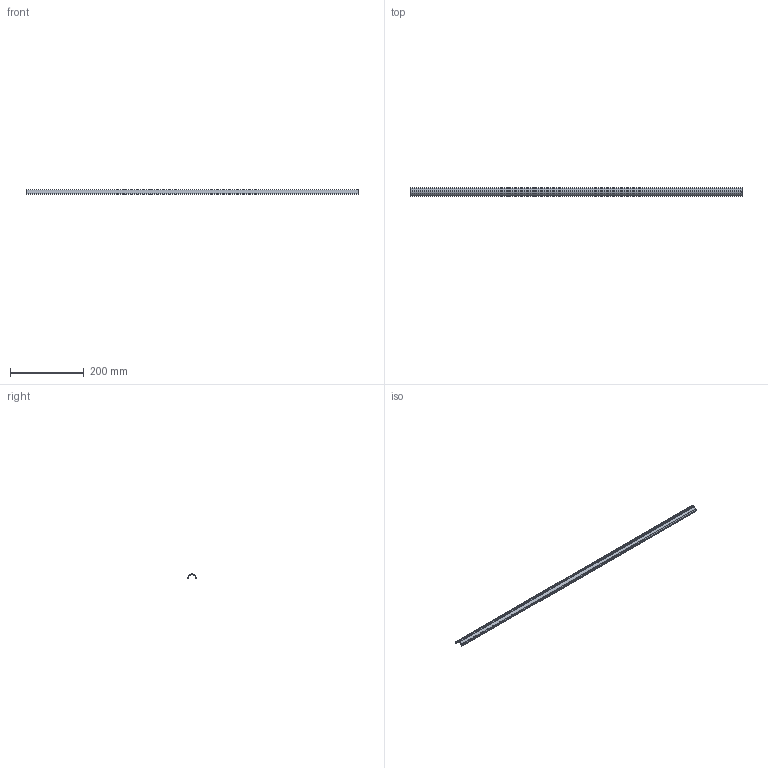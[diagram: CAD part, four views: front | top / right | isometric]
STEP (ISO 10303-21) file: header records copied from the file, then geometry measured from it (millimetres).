
FILE_DESCRIPTION(('STEP AP214'),'1');
FILE_NAME('4051002 P-KBK Kabelkanal.STP','2023-03-28T09:59:32',(' '),(' '),'Spatial InterOp 3D',' ',' ');
FILE_SCHEMA(('AUTOMOTIVE_DESIGN { 1 0 10303 214 1 1 1 1 }'));
Length unit declared in the file: millimetre
Products named in the file (1): 1648703337
Bounding box: 900 x 24 x 11.66 mm (x, y, z)
Surface area: 64507.1 mm2 (no closed solid volume)
Topology: 0 solids, 1 shells, 44 faces, 126 edges, 84 vertices
Faces by surface type: extrusion 24, plane 14, cylinder 6
Entity records: 1717 total; most frequent: CARTESIAN_POINT 671, ORIENTED_EDGE 252, DIRECTION 146, EDGE_CURVE 126, VERTEX_POINT 84, VECTOR 80, LINE 56, B_SPLINE_CURVE_WITH_KNOTS 51
